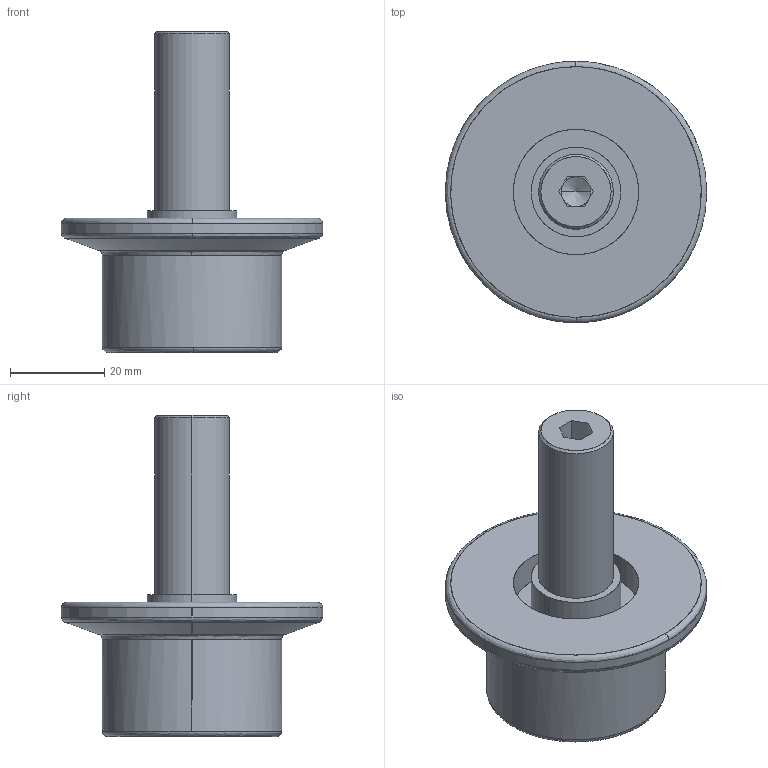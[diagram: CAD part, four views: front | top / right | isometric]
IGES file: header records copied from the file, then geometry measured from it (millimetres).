
Start section: SolidWorks IGES file using analytic representation for surfaces
Global section: file name: FCDEFAU03011427277453.igs; native system: SolidWorks 2007; preprocessor: SolidWorks 2007; author: partstream; date: 070301.142723; units: millimetre
Bounding box: 55.56 x 55.56 x 68.26 mm (x, y, z)
Surface area: 11121.8 mm2 (no closed solid volume)
Topology: 0 solids, 0 shells, 45 faces, 625 edges, 623 vertices
Faces by surface type: bspline 27, revolution 18
